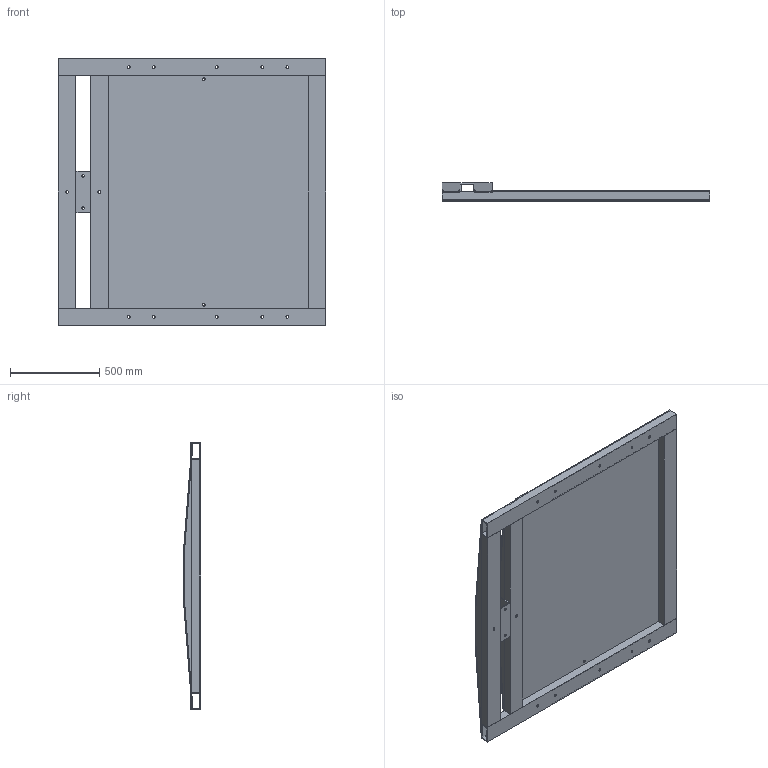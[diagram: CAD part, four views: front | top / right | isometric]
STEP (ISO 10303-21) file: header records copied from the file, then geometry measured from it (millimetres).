
FILE_DESCRIPTION(/* description */ (''),/* implementation_level */ '2;1');
FILE_NAME(/* name */ 'assembly kanal base.stp',/* time_stamp */ '2019-07-29T08:40:20+07:00',/* author */ ('BARLY'),/* organization */ (''),/* preprocessor_version */ 'ST-DEVELOPER v18',/* originating_system */ 'Autodesk Inventor 2020',/* authorisation */ '');
FILE_SCHEMA (('AUTOMOTIVE_DESIGN { 1 0 10303 214 3 1 1 }'));
Length unit declared in the file: millimetre
Products named in the file (12): assembly kanal base; kanal u 1,5m; kanal u 1,5m_1; kanal u 1,3m; kanal u 1,3m_1; kanal u 230mm; kanal u 1,3m_2; plat atas kanal u; tutupan plat atas; tutupan plat atas_1; plat tutupan base; tutupan plat atas 80mm
Assembly tree (14 placements, depth 2):
  assembly kanal base
    kanal u 1,5m
    kanal u 1,5m_1
    kanal u 1,3m
    kanal u 1,3m_1
    kanal u 230mm
    kanal u 1,3m_2
    plat atas kanal u  x4
    tutupan plat atas
    tutupan plat atas_1
    plat tutupan base
    tutupan plat atas 80mm
Bounding box: 1500 x 100 x 1500 mm (x, y, z)
Volume: 21908511.4 mm3; surface area: 7559636.9 mm2
Topology: 14 solids, 14 shells, 146 faces, 370 edges, 252 vertices
Faces by surface type: plane 116, cylinder 30
Full cylindrical faces by diameter (mm): 15 x30
Entity records: 4533 total; most frequent: DIRECTION 718, CARTESIAN_POINT 716, ORIENTED_EDGE 668, EDGE_CURVE 334, LINE 258, VECTOR 258, AXIS2_PLACEMENT_3D 230, VERTEX_POINT 228
